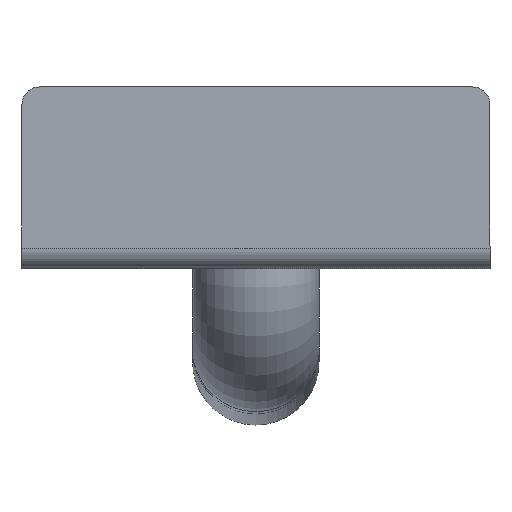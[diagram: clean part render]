
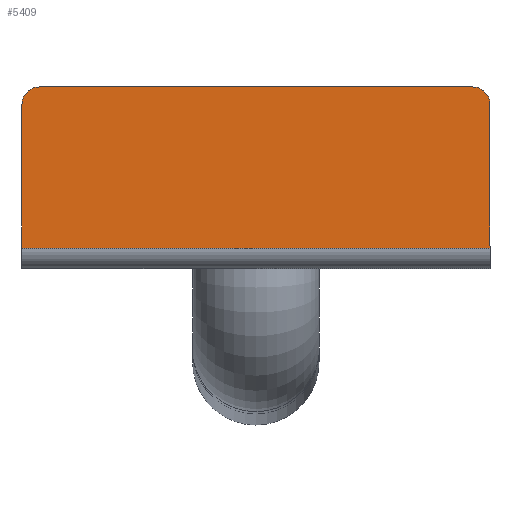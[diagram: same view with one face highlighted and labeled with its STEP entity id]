
A CAD part, left-side view. The second image highlights one B-rep face of the part: STEP entity #5409.
In plain terms, the highlighted planar face has unit normal (-1, 0, 0).
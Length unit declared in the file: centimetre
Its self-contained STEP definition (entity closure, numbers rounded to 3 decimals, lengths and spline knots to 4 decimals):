
#641=LINE('',#10424,#923);
#647=LINE('',#10441,#929);
#649=LINE('',#10444,#931);
#653=LINE('',#10459,#935);
#923=VECTOR('',#7561,10.);
#929=VECTOR('',#7577,10.);
#931=VECTOR('',#7581,10.);
#935=VECTOR('',#7599,10.);
#1412=FACE_OUTER_BOUND('',#1824,.T.);
#1824=EDGE_LOOP('',(#4663,#4664,#4665,#4666,#4667,#4668));
#2215=CIRCLE('',#6055,10.);
#2218=CIRCLE('',#6061,10.);
#2659=VERTEX_POINT('',#10411);
#2660=VERTEX_POINT('',#10412);
#2664=VERTEX_POINT('',#10422);
#2668=VERTEX_POINT('',#10434);
#2669=VERTEX_POINT('',#10435);
#2670=VERTEX_POINT('',#10440);
#3333=EDGE_CURVE('',#2659,#2660,#2215,.T.);
#3339=EDGE_CURVE('',#2664,#2659,#641,.T.);
#3344=EDGE_CURVE('',#2668,#2669,#2218,.T.);
#3347=EDGE_CURVE('',#2669,#2670,#647,.T.);
#3349=EDGE_CURVE('',#2664,#2670,#649,.T.);
#3357=EDGE_CURVE('',#2660,#2668,#653,.T.);
#4663=ORIENTED_EDGE('',*,*,#3333,.F.);
#4664=ORIENTED_EDGE('',*,*,#3339,.F.);
#4665=ORIENTED_EDGE('',*,*,#3349,.T.);
#4666=ORIENTED_EDGE('',*,*,#3347,.F.);
#4667=ORIENTED_EDGE('',*,*,#3344,.F.);
#4668=ORIENTED_EDGE('',*,*,#3357,.F.);
#5110=PLANE('',#6071);
#5409=ADVANCED_FACE('',(#1412),#5110,.F.);
#6055=AXIS2_PLACEMENT_3D('',#10413,#7551,#7552);
#6061=AXIS2_PLACEMENT_3D('',#10436,#7571,#7572);
#6071=AXIS2_PLACEMENT_3D('',#10460,#7600,#7601);
#7551=DIRECTION('center_axis',(1.,0.,0.));
#7552=DIRECTION('ref_axis',(0.,0.707,0.707));
#7561=DIRECTION('',(0.,0.,1.));
#7571=DIRECTION('center_axis',(1.,0.,0.));
#7572=DIRECTION('ref_axis',(0.,-0.707,0.707));
#7577=DIRECTION('',(0.,0.,-1.));
#7581=DIRECTION('',(0.,-1.,0.));
#7599=DIRECTION('',(0.,-1.,0.));
#7600=DIRECTION('center_axis',(1.,0.,0.));
#7601=DIRECTION('ref_axis',(0.,1.,0.));
#10411=CARTESIAN_POINT('',(37.2129,168.9722,156.));
#10412=CARTESIAN_POINT('',(37.2129,158.9722,166.));
#10413=CARTESIAN_POINT('Origin',(37.2129,158.9722,156.));
#10422=CARTESIAN_POINT('',(37.2129,168.9722,73.));
#10424=CARTESIAN_POINT('',(37.2129,168.9722,73.));
#10434=CARTESIAN_POINT('',(37.2129,-91.0278,166.));
#10435=CARTESIAN_POINT('',(37.2129,-101.0278,156.));
#10436=CARTESIAN_POINT('Origin',(37.2129,-91.0278,156.));
#10440=CARTESIAN_POINT('',(37.2129,-101.0278,73.));
#10441=CARTESIAN_POINT('',(37.2129,-101.0278,59.4283));
#10444=CARTESIAN_POINT('',(37.2129,33.9722,73.));
#10459=CARTESIAN_POINT('',(37.2129,168.9722,166.));
#10460=CARTESIAN_POINT('Origin',(37.2129,33.9722,112.7142));
